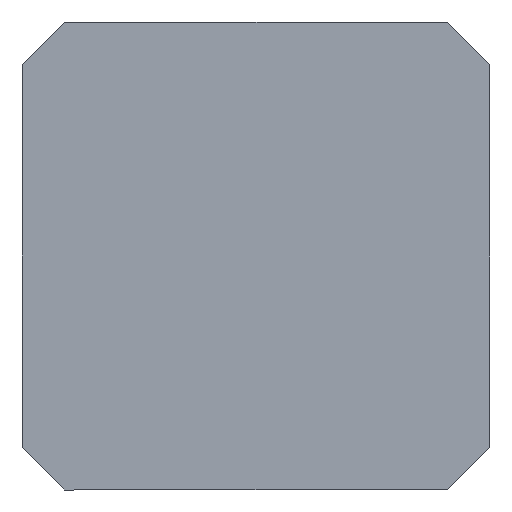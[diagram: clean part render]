
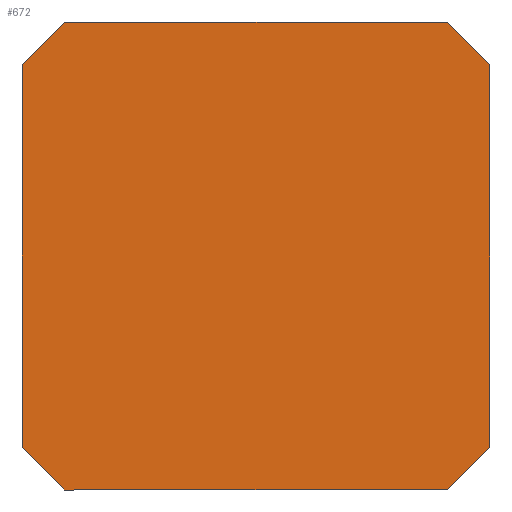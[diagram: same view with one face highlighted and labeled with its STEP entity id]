
A CAD part, front view. The second image highlights one B-rep face of the part: STEP entity #672.
In plain terms, the highlighted planar face has unit normal (0, -1, 0).
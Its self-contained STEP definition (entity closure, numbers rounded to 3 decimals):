
#58=FACE_OUTER_BOUND('',#102,.T.);
#102=EDGE_LOOP('',(#489,#490,#491,#492,#493,#494,#495,#496));
#147=LINE('',#980,#223);
#151=LINE('',#988,#227);
#154=LINE('',#994,#230);
#157=LINE('',#1000,#233);
#160=LINE('',#1006,#236);
#163=LINE('',#1012,#239);
#166=LINE('',#1018,#242);
#169=LINE('',#1023,#245);
#223=VECTOR('',#790,10.);
#227=VECTOR('',#796,10.);
#230=VECTOR('',#801,10.);
#233=VECTOR('',#806,10.);
#236=VECTOR('',#811,10.);
#239=VECTOR('',#816,10.);
#242=VECTOR('',#821,10.);
#245=VECTOR('',#826,10.);
#299=VERTEX_POINT('',#978);
#300=VERTEX_POINT('',#979);
#303=VERTEX_POINT('',#987);
#305=VERTEX_POINT('',#993);
#307=VERTEX_POINT('',#999);
#309=VERTEX_POINT('',#1005);
#311=VERTEX_POINT('',#1011);
#313=VERTEX_POINT('',#1017);
#361=EDGE_CURVE('',#299,#300,#147,.T.);
#365=EDGE_CURVE('',#300,#303,#151,.T.);
#368=EDGE_CURVE('',#303,#305,#154,.T.);
#371=EDGE_CURVE('',#305,#307,#157,.T.);
#374=EDGE_CURVE('',#307,#309,#160,.T.);
#377=EDGE_CURVE('',#309,#311,#163,.T.);
#380=EDGE_CURVE('',#311,#313,#166,.T.);
#383=EDGE_CURVE('',#313,#299,#169,.T.);
#489=ORIENTED_EDGE('',*,*,#383,.T.);
#490=ORIENTED_EDGE('',*,*,#361,.T.);
#491=ORIENTED_EDGE('',*,*,#365,.T.);
#492=ORIENTED_EDGE('',*,*,#368,.T.);
#493=ORIENTED_EDGE('',*,*,#371,.T.);
#494=ORIENTED_EDGE('',*,*,#374,.T.);
#495=ORIENTED_EDGE('',*,*,#377,.T.);
#496=ORIENTED_EDGE('',*,*,#380,.T.);
#634=PLANE('',#739);
#672=ADVANCED_FACE('',(#58),#634,.F.);
#739=AXIS2_PLACEMENT_3D('',#1026,#830,#831);
#790=DIRECTION('',(-0.707,0.,-0.707));
#796=DIRECTION('',(0.,0.,-1.));
#801=DIRECTION('',(0.707,0.,-0.707));
#806=DIRECTION('',(1.,0.,0.));
#811=DIRECTION('',(0.707,0.,0.707));
#816=DIRECTION('',(0.,0.,1.));
#821=DIRECTION('',(-0.707,0.,0.707));
#826=DIRECTION('',(-1.,0.,0.));
#830=DIRECTION('center_axis',(0.,1.,0.));
#831=DIRECTION('ref_axis',(1.,0.,0.));
#978=CARTESIAN_POINT('',(-17.184,0.,21.));
#979=CARTESIAN_POINT('',(-21.,0.,17.184));
#980=CARTESIAN_POINT('',(-17.184,0.,21.));
#987=CARTESIAN_POINT('',(-21.,0.,-17.184));
#988=CARTESIAN_POINT('',(-21.,0.,17.184));
#993=CARTESIAN_POINT('',(-17.184,0.,-21.));
#994=CARTESIAN_POINT('',(-21.,0.,-17.184));
#999=CARTESIAN_POINT('',(17.184,0.,-21.));
#1000=CARTESIAN_POINT('',(-17.184,0.,-21.));
#1005=CARTESIAN_POINT('',(21.,0.,-17.184));
#1006=CARTESIAN_POINT('',(17.184,0.,-21.));
#1011=CARTESIAN_POINT('',(21.,0.,17.184));
#1012=CARTESIAN_POINT('',(21.,0.,-17.184));
#1017=CARTESIAN_POINT('',(17.184,0.,21.));
#1018=CARTESIAN_POINT('',(21.,0.,17.184));
#1023=CARTESIAN_POINT('',(17.184,0.,21.));
#1026=CARTESIAN_POINT('Origin',(0.,0.,0.));
